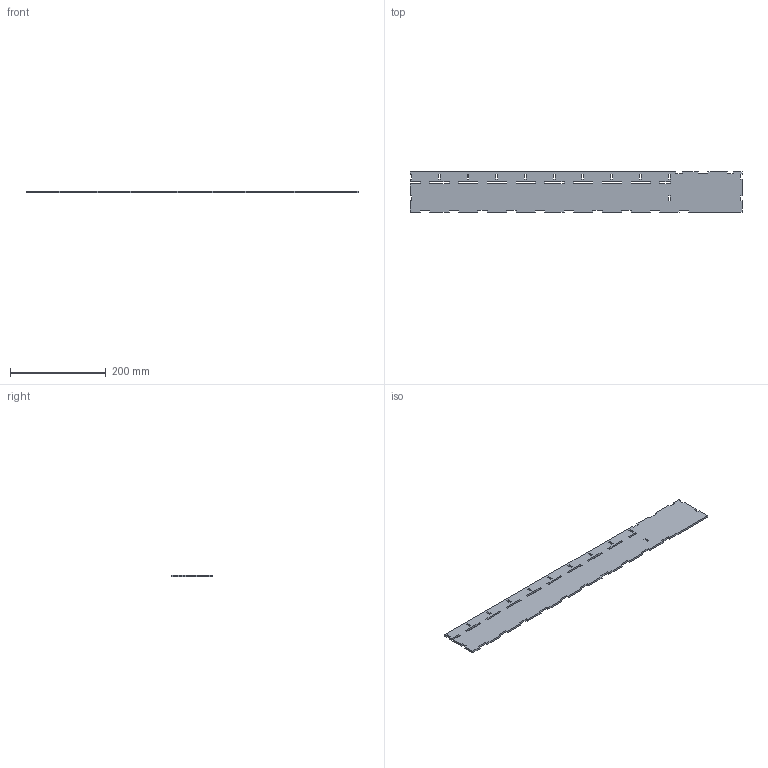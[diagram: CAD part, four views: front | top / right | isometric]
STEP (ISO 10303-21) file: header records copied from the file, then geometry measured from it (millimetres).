
FILE_DESCRIPTION(/* description */ (''),/* implementation_level */ '2;1');
FILE_NAME(/* name */ '',/* time_stamp */ '2024-01-27T10:47:35+03:00',/* author */ (''),/* organization */ (''),/* preprocessor_version */ 'ST-DEVELOPER v20',/* originating_system */ 'Autodesk Translation Framework v12.14.0.127',/* authorisation */ '');
FILE_SCHEMA (('AUTOMOTIVE_DESIGN { 1 0 10303 214 3 1 1 }'));
Length unit declared in the file: millimetre
Products named in the file (1): Стенка задняя
Bounding box: 693 x 84 x 4 mm (x, y, z)
Volume: 220854.4 mm3; surface area: 121499.2 mm2
Topology: 1 solids, 1 shells, 154 faces, 456 edges, 304 vertices
Faces by surface type: plane 154
Entity records: 5156 total; most frequent: CARTESIAN_POINT 915, ORIENTED_EDGE 912, DIRECTION 766, LINE 456, VECTOR 456, EDGE_CURVE 456, VERTEX_POINT 304, EDGE_LOOP 192
